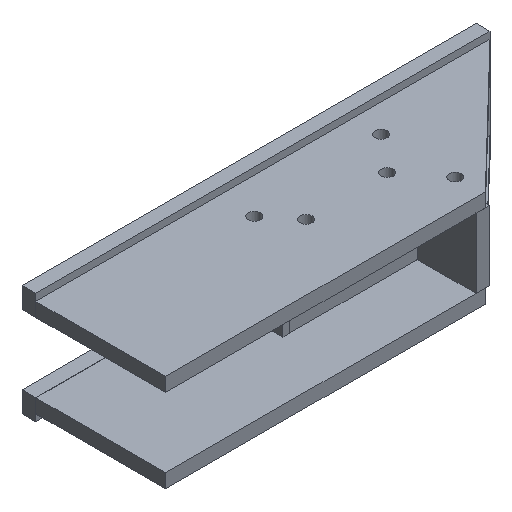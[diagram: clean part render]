
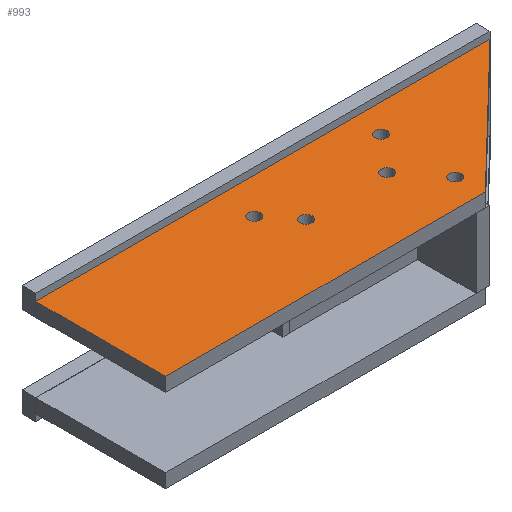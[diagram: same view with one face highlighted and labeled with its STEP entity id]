
A CAD part, isometric view. The second image highlights one B-rep face of the part: STEP entity #993.
In plain terms, the highlighted face is planar.
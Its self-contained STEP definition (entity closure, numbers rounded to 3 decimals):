
#567=FACE_BOUND('',#1409,.T.);
#568=FACE_BOUND('',#1410,.T.);
#569=FACE_BOUND('',#1411,.T.);
#570=FACE_BOUND('',#1412,.T.);
#571=FACE_BOUND('',#1413,.T.);
#572=FACE_BOUND('',#1414,.T.);
#813=CIRCLE('',#3056,6.5);
#814=CIRCLE('',#3057,6.5);
#815=CIRCLE('',#3058,6.5);
#816=CIRCLE('',#3059,6.5);
#817=CIRCLE('',#3060,6.5);
#993=ADVANCED_FACE('',(#567,#568,#569,#570,#571,#572),#1105,.F.);
#1105=PLANE('',#3061);
#1409=EDGE_LOOP('',(#1932));
#1410=EDGE_LOOP('',(#1933));
#1411=EDGE_LOOP('',(#1934));
#1412=EDGE_LOOP('',(#1935));
#1413=EDGE_LOOP('',(#1936));
#1414=EDGE_LOOP('',(#1937,#1938,#1939,#1940));
#1932=ORIENTED_EDGE('',*,*,#2544,.T.);
#1933=ORIENTED_EDGE('',*,*,#2545,.T.);
#1934=ORIENTED_EDGE('',*,*,#2546,.T.);
#1935=ORIENTED_EDGE('',*,*,#2547,.T.);
#1936=ORIENTED_EDGE('',*,*,#2548,.T.);
#1937=ORIENTED_EDGE('',*,*,#2523,.F.);
#1938=ORIENTED_EDGE('',*,*,#2537,.F.);
#1939=ORIENTED_EDGE('',*,*,#2534,.F.);
#1940=ORIENTED_EDGE('',*,*,#2531,.F.);
#2251=VERTEX_POINT('',#4484);
#2252=VERTEX_POINT('',#4485);
#2259=VERTEX_POINT('',#4501);
#2261=VERTEX_POINT('',#4507);
#2268=VERTEX_POINT('',#4527);
#2269=VERTEX_POINT('',#4529);
#2270=VERTEX_POINT('',#4531);
#2271=VERTEX_POINT('',#4533);
#2272=VERTEX_POINT('',#4535);
#2523=EDGE_CURVE('',#2251,#2252,#2689,.T.);
#2531=EDGE_CURVE('',#2252,#2259,#2693,.T.);
#2534=EDGE_CURVE('',#2259,#2261,#2696,.T.);
#2537=EDGE_CURVE('',#2261,#2251,#2699,.T.);
#2544=EDGE_CURVE('',#2268,#2268,#813,.T.);
#2545=EDGE_CURVE('',#2269,#2269,#814,.T.);
#2546=EDGE_CURVE('',#2270,#2270,#815,.T.);
#2547=EDGE_CURVE('',#2271,#2271,#816,.T.);
#2548=EDGE_CURVE('',#2272,#2272,#817,.T.);
#2689=LINE('',#4483,#2791);
#2693=LINE('',#4500,#2795);
#2696=LINE('',#4506,#2798);
#2699=LINE('',#4512,#2801);
#2791=VECTOR('',#3710,1.);
#2795=VECTOR('',#3724,1.);
#2798=VECTOR('',#3729,1.);
#2801=VECTOR('',#3734,1.);
#3056=AXIS2_PLACEMENT_3D('',#4526,#3750,#3751);
#3057=AXIS2_PLACEMENT_3D('',#4528,#3752,#3753);
#3058=AXIS2_PLACEMENT_3D('',#4530,#3754,#3755);
#3059=AXIS2_PLACEMENT_3D('',#4532,#3756,#3757);
#3060=AXIS2_PLACEMENT_3D('',#4534,#3758,#3759);
#3061=AXIS2_PLACEMENT_3D('',#4536,#3760,#3761);
#3710=DIRECTION('',(0.,0.,-1.));
#3724=DIRECTION('',(1.,0.,0.));
#3729=DIRECTION('',(-0.719,0.,0.695));
#3734=DIRECTION('',(-1.,0.,0.));
#3750=DIRECTION('',(0.,-1.,0.));
#3751=DIRECTION('',(0.,0.,-1.));
#3752=DIRECTION('',(0.,-1.,0.));
#3753=DIRECTION('',(0.,0.,-1.));
#3754=DIRECTION('',(0.,-1.,0.));
#3755=DIRECTION('',(0.,0.,-1.));
#3756=DIRECTION('',(0.,-1.,0.));
#3757=DIRECTION('',(0.,0.,-1.));
#3758=DIRECTION('',(0.,-1.,0.));
#3759=DIRECTION('',(0.,0.,-1.));
#3760=DIRECTION('',(0.,-1.,0.));
#3761=DIRECTION('',(0.,0.,-1.));
#4483=CARTESIAN_POINT('',(0.,0.,140.));
#4484=CARTESIAN_POINT('',(0.,0.,140.));
#4485=CARTESIAN_POINT('',(0.,0.,0.));
#4500=CARTESIAN_POINT('',(0.,0.,0.));
#4501=CARTESIAN_POINT('',(490.,0.,0.));
#4506=CARTESIAN_POINT('',(490.,0.,0.));
#4507=CARTESIAN_POINT('',(345.,0.,140.));
#4512=CARTESIAN_POINT('',(345.,0.,140.));
#4526=CARTESIAN_POINT('',(342.5,0.,110.));
#4527=CARTESIAN_POINT('',(342.5,0.,103.5));
#4528=CARTESIAN_POINT('',(342.5,0.,30.));
#4529=CARTESIAN_POINT('',(342.5,0.,23.5));
#4530=CARTESIAN_POINT('',(310.,0.,69.));
#4531=CARTESIAN_POINT('',(310.,0.,62.5));
#4532=CARTESIAN_POINT('',(222.5,0.,69.));
#4533=CARTESIAN_POINT('',(222.5,0.,62.5));
#4534=CARTESIAN_POINT('',(197.5,0.,38.25));
#4535=CARTESIAN_POINT('',(197.5,0.,31.75));
#4536=CARTESIAN_POINT('',(0.,0.,0.));
